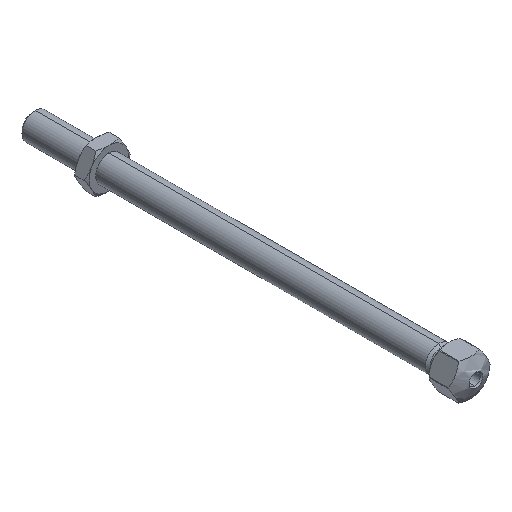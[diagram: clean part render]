
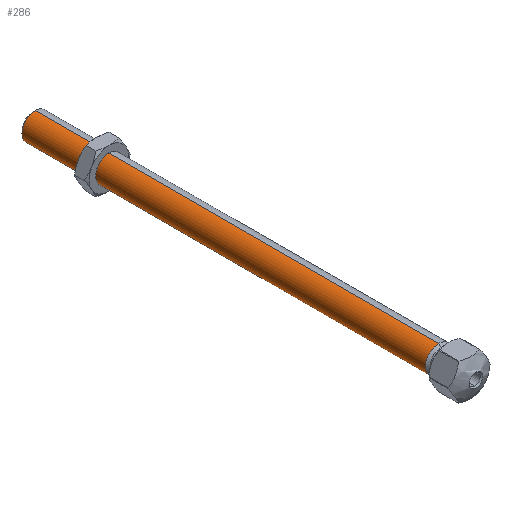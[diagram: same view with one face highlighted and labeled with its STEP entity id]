
A CAD part, isometric view. The second image highlights one B-rep face of the part: STEP entity #286.
In plain terms, the highlighted cylindrical face has radius 8 mm (diameter 16 mm), a partial arc.
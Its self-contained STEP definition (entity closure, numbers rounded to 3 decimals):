
#75 = CARTESIAN_POINT ( 'NONE',  ( 0., -20.779, 8. ) ) ;
#117 = CARTESIAN_POINT ( 'NONE',  ( 0., -20.779, 0. ) ) ;
#203 = FACE_OUTER_BOUND ( 'NONE', #2244, .T. ) ;
#253 = EDGE_CURVE ( 'NONE', #3256, #3104, #1721, .T. ) ;
#286 = ADVANCED_FACE ( 'NONE', ( #203 ), #3533, .T. ) ;
#381 = DIRECTION ( 'NONE',  ( 0., -1., 0. ) ) ;
#432 = DIRECTION ( 'NONE',  ( 0., 0., -1. ) ) ;
#455 = CARTESIAN_POINT ( 'NONE',  ( -8., 248.75, 0. ) ) ;
#461 = CARTESIAN_POINT ( 'NONE',  ( 0., 5.4, 8. ) ) ;
#464 = VERTEX_POINT ( 'NONE', #1000 ) ;
#511 = DIRECTION ( 'NONE',  ( 0., -1., 0. ) ) ;
#702 = DIRECTION ( 'NONE',  ( 0., -1., 0. ) ) ;
#710 = LINE ( 'NONE', #2007, #2190 ) ;
#799 = DIRECTION ( 'NONE',  ( 0., 0., -1. ) ) ;
#822 = CARTESIAN_POINT ( 'NONE',  ( 0., 248.75, 0. ) ) ;
#874 = DIRECTION ( 'NONE',  ( 0., 1., 0. ) ) ;
#1000 = CARTESIAN_POINT ( 'NONE',  ( 0., 248.75, 8. ) ) ;
#1219 = CARTESIAN_POINT ( 'NONE',  ( 0., 248.75, -8. ) ) ;
#1396 = AXIS2_PLACEMENT_3D ( 'NONE', #2516, #874, #2778 ) ;
#1413 = ORIENTED_EDGE ( 'NONE', *, *, #253, .T. ) ;
#1439 = DIRECTION ( 'NONE',  ( 0., -1., 0. ) ) ;
#1553 = ORIENTED_EDGE ( 'NONE', *, *, #2785, .T. ) ;
#1647 = CARTESIAN_POINT ( 'NONE',  ( 0., 248.75, 0. ) ) ;
#1651 = EDGE_CURVE ( 'NONE', #2300, #3057, #3288, .T. ) ;
#1721 = CIRCLE ( 'NONE', #2543, 8. ) ;
#1935 = DIRECTION ( 'NONE',  ( 0., 0., -1. ) ) ;
#2007 = CARTESIAN_POINT ( 'NONE',  ( 0., -20.779, -8. ) ) ;
#2190 = VECTOR ( 'NONE', #1439, 1000. ) ;
#2244 = EDGE_LOOP ( 'NONE', ( #3491, #2736, #1413, #1553, #3253 ) ) ;
#2279 = CARTESIAN_POINT ( 'NONE',  ( 0., 5.4, -8. ) ) ;
#2300 = VERTEX_POINT ( 'NONE', #2279 ) ;
#2449 = EDGE_CURVE ( 'NONE', #464, #3057, #3101, .T. ) ;
#2516 = CARTESIAN_POINT ( 'NONE',  ( 0., 5.4, 0. ) ) ;
#2543 = AXIS2_PLACEMENT_3D ( 'NONE', #822, #511, #799 ) ;
#2558 = EDGE_CURVE ( 'NONE', #464, #3256, #2941, .T. ) ;
#2736 = ORIENTED_EDGE ( 'NONE', *, *, #2558, .T. ) ;
#2778 = DIRECTION ( 'NONE',  ( 0., 0., -1. ) ) ;
#2785 = EDGE_CURVE ( 'NONE', #3104, #2300, #710, .T. ) ;
#2941 = CIRCLE ( 'NONE', #3388, 8. ) ;
#2946 = VECTOR ( 'NONE', #381, 1000. ) ;
#3057 = VERTEX_POINT ( 'NONE', #461 ) ;
#3101 = LINE ( 'NONE', #75, #2946 ) ;
#3104 = VERTEX_POINT ( 'NONE', #1219 ) ;
#3253 = ORIENTED_EDGE ( 'NONE', *, *, #1651, .T. ) ;
#3256 = VERTEX_POINT ( 'NONE', #455 ) ;
#3288 = CIRCLE ( 'NONE', #1396, 8. ) ;
#3388 = AXIS2_PLACEMENT_3D ( 'NONE', #1647, #3484, #1935 ) ;
#3484 = DIRECTION ( 'NONE',  ( 0., -1., 0. ) ) ;
#3491 = ORIENTED_EDGE ( 'NONE', *, *, #2449, .F. ) ;
#3518 = AXIS2_PLACEMENT_3D ( 'NONE', #117, #702, #432 ) ;
#3533 = CYLINDRICAL_SURFACE ( 'NONE', #3518, 8. ) ;
